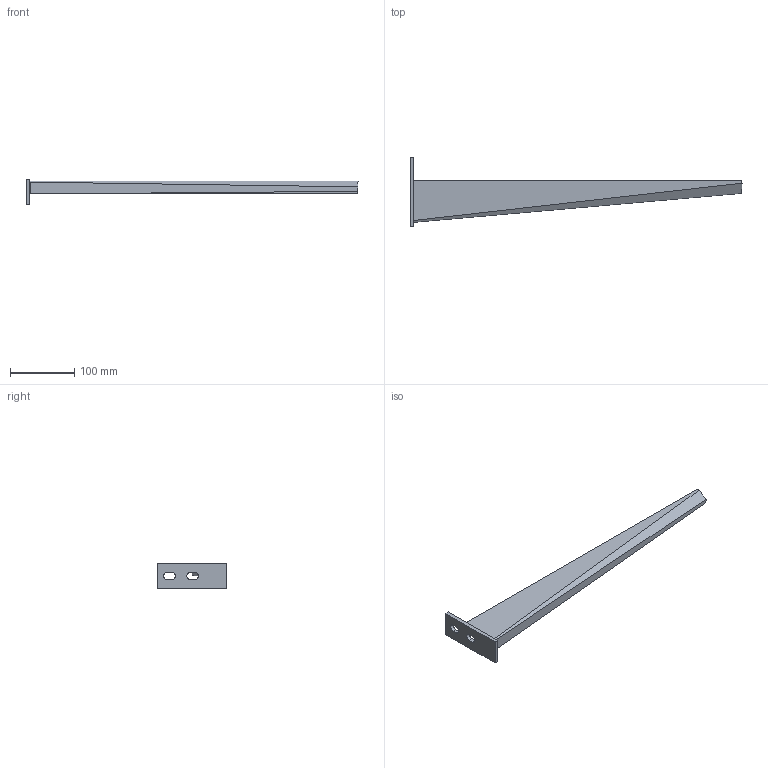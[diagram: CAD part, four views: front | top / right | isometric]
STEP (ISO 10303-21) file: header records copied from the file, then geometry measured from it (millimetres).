
FILE_DESCRIPTION (( 'STEP AP214' ), '1' );
FILE_NAME ('6420924.stp', '2020-09-21T08:46:57', ( '' ), ( '' ), 'SwSTEP 2.0', 'SolidWorks 2020', '' );
FILE_SCHEMA (( 'AUTOMOTIVE_DESIGN' ));
Length unit declared in the file: millimetre
Products named in the file (3): KTS 04.020-102_L=108-S=6; 6420924; 123017_Standard
Assembly tree (2 placements, depth 2):
  6420924
    123017_Standard
    KTS 04.020-102_L=108-S=6
Bounding box: 516.05 x 108 x 40 mm (x, y, z)
Volume: 90746.8 mm3; surface area: 84228.6 mm2
Topology: 2 solids, 2 shells, 66 faces, 187 edges, 125 vertices
Faces by surface type: plane 40, cylinder 21, bspline 5
Entity records: 2385 total; most frequent: CARTESIAN_POINT 560, ORIENTED_EDGE 374, DIRECTION 333, EDGE_CURVE 187, VERTEX_POINT 125, VECTOR 117, LINE 117, AXIS2_PLACEMENT_3D 108
